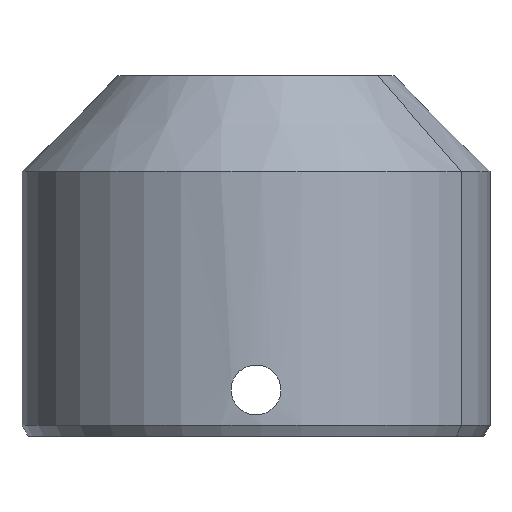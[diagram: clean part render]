
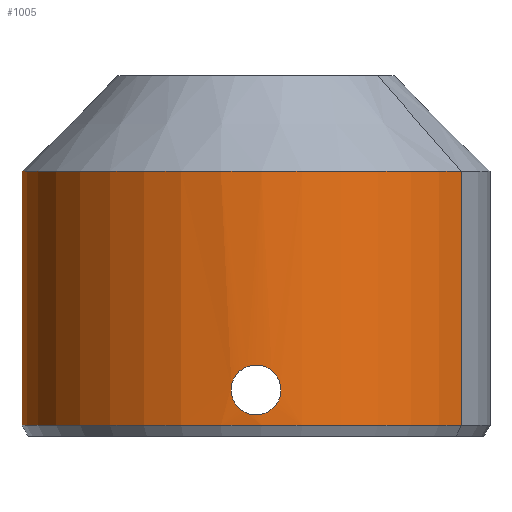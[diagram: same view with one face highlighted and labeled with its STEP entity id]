
A CAD part, left-side view. The second image highlights one B-rep face of the part: STEP entity #1005.
In plain terms, the highlighted cylindrical face has radius 38 mm (diameter 76 mm), a partial arc.
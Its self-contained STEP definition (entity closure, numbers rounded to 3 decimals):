
#655=CARTESIAN_POINT('Vertex',(-18.218,-33.348,-13.268)) ;
#658=CARTESIAN_POINT('Axis2P3D Location',(0.,0.,-13.268)) ;
#662=CARTESIAN_POINT('Vertex',(18.218,33.348,-13.268)) ;
#694=CARTESIAN_POINT('Axis2P3D Location',(0.,0.,28.)) ;
#698=CARTESIAN_POINT('Vertex',(-18.218,-33.348,28.)) ;
#700=CARTESIAN_POINT('Vertex',(18.218,33.348,28.)) ;
#905=CARTESIAN_POINT('Axis2P3D Location',(0.,0.,14.25)) ;
#910=CARTESIAN_POINT('Line Origine',(18.218,33.348,7.366)) ;
#915=CARTESIAN_POINT('Line Origine',(-18.218,-33.348,7.366)) ;
#970=CARTESIAN_POINT('Control Point',(-37.784,-4.05,-7.5)) ;
#971=CARTESIAN_POINT('Control Point',(-37.784,-4.05,-8.689)) ;
#972=CARTESIAN_POINT('Control Point',(-37.83,-3.614,-9.878)) ;
#973=CARTESIAN_POINT('Control Point',(-37.926,-2.74,-10.847)) ;
#974=CARTESIAN_POINT('Control Point',(-38.024,-0.845,-11.776)) ;
#975=CARTESIAN_POINT('Control Point',(-37.995,1.177,-11.5)) ;
#976=CARTESIAN_POINT('Control Point',(-37.96,1.943,-11.189)) ;
#977=CARTESIAN_POINT('Control Point',(-37.882,3.066,-10.361)) ;
#978=CARTESIAN_POINT('Control Point',(-37.815,3.755,-9.17)) ;
#979=CARTESIAN_POINT('Control Point',(-37.794,3.952,-8.629)) ;
#980=CARTESIAN_POINT('Control Point',(-37.784,4.05,-8.064)) ;
#981=CARTESIAN_POINT('Control Point',(-37.784,4.05,-7.5)) ;
#982=CARTESIAN_POINT('Vertex',(-37.784,-4.05,-7.5)) ;
#984=CARTESIAN_POINT('Vertex',(-37.784,4.05,-7.5)) ;
#988=CARTESIAN_POINT('Control Point',(-37.784,4.05,-7.5)) ;
#989=CARTESIAN_POINT('Control Point',(-37.784,4.05,-6.311)) ;
#990=CARTESIAN_POINT('Control Point',(-37.83,3.614,-5.122)) ;
#991=CARTESIAN_POINT('Control Point',(-37.926,2.74,-4.153)) ;
#992=CARTESIAN_POINT('Control Point',(-38.024,0.845,-3.224)) ;
#993=CARTESIAN_POINT('Control Point',(-37.995,-1.177,-3.5)) ;
#994=CARTESIAN_POINT('Control Point',(-37.96,-1.943,-3.811)) ;
#995=CARTESIAN_POINT('Control Point',(-37.882,-3.066,-4.639)) ;
#996=CARTESIAN_POINT('Control Point',(-37.815,-3.755,-5.83)) ;
#997=CARTESIAN_POINT('Control Point',(-37.794,-3.952,-6.371)) ;
#998=CARTESIAN_POINT('Control Point',(-37.784,-4.05,-6.936)) ;
#999=CARTESIAN_POINT('Control Point',(-37.784,-4.05,-7.5)) ;
#659=DIRECTION('Axis2P3D Direction',(-0.,0.,1.)) ;
#695=DIRECTION('Axis2P3D Direction',(0.,0.,-1.)) ;
#906=DIRECTION('Axis2P3D Direction',(0.,0.,-1.)) ;
#907=DIRECTION('Axis2P3D XDirection',(0.479,0.878,0.)) ;
#911=DIRECTION('Vector Direction',(0.,0.,-1.)) ;
#916=DIRECTION('Vector Direction',(0.,0.,-1.)) ;
#660=AXIS2_PLACEMENT_3D('Circle Axis2P3D',#658,#659,$) ;
#696=AXIS2_PLACEMENT_3D('Circle Axis2P3D',#694,#695,$) ;
#908=AXIS2_PLACEMENT_3D('Cylinder Axis2P3D',#905,#906,#907) ;
#964=ORIENTED_EDGE('',*,*,#664,.F.) ;
#965=ORIENTED_EDGE('',*,*,#919,.T.) ;
#966=ORIENTED_EDGE('',*,*,#702,.T.) ;
#967=ORIENTED_EDGE('',*,*,#914,.F.) ;
#1002=ORIENTED_EDGE('',*,*,#986,.T.) ;
#1003=ORIENTED_EDGE('',*,*,#1000,.T.) ;
#1004=FACE_BOUND('',#1001,.T.) ;
#912=VECTOR('Line Direction',#911,1.) ;
#917=VECTOR('Line Direction',#916,1.) ;
#1005=ADVANCED_FACE('PartBody',(#968,#1004),#909,.T.) ;
#969=B_SPLINE_CURVE_WITH_KNOTS('',5,(#970,#971,#972,#973,#974,#975,#976,#977,#978,#979,#980,#981),.UNSPECIFIED.,.F.,.U.,(6,3,3,6),(0.,8.407,14.016,18.006),.UNSPECIFIED.) ;
#987=B_SPLINE_CURVE_WITH_KNOTS('',5,(#988,#989,#990,#991,#992,#993,#994,#995,#996,#997,#998,#999),.UNSPECIFIED.,.F.,.U.,(6,3,3,6),(0.,8.407,14.016,18.006),.UNSPECIFIED.) ;
#661=CIRCLE('generated circle',#660,38.) ;
#697=CIRCLE('generated circle',#696,38.) ;
#909=CYLINDRICAL_SURFACE('generated cylinder',#908,38.) ;
#664=EDGE_CURVE('',#656,#663,#661,.F.) ;
#702=EDGE_CURVE('',#699,#701,#697,.T.) ;
#914=EDGE_CURVE('',#663,#701,#913,.F.) ;
#919=EDGE_CURVE('',#656,#699,#918,.F.) ;
#986=EDGE_CURVE('',#983,#985,#969,.T.) ;
#1000=EDGE_CURVE('',#985,#983,#987,.T.) ;
#963=EDGE_LOOP('',(#964,#965,#966,#967)) ;
#1001=EDGE_LOOP('',(#1002,#1003)) ;
#968=FACE_OUTER_BOUND('',#963,.T.) ;
#913=LINE('Line',#910,#912) ;
#918=LINE('Line',#915,#917) ;
#656=VERTEX_POINT('',#655) ;
#663=VERTEX_POINT('',#662) ;
#699=VERTEX_POINT('',#698) ;
#701=VERTEX_POINT('',#700) ;
#983=VERTEX_POINT('',#982) ;
#985=VERTEX_POINT('',#984) ;
